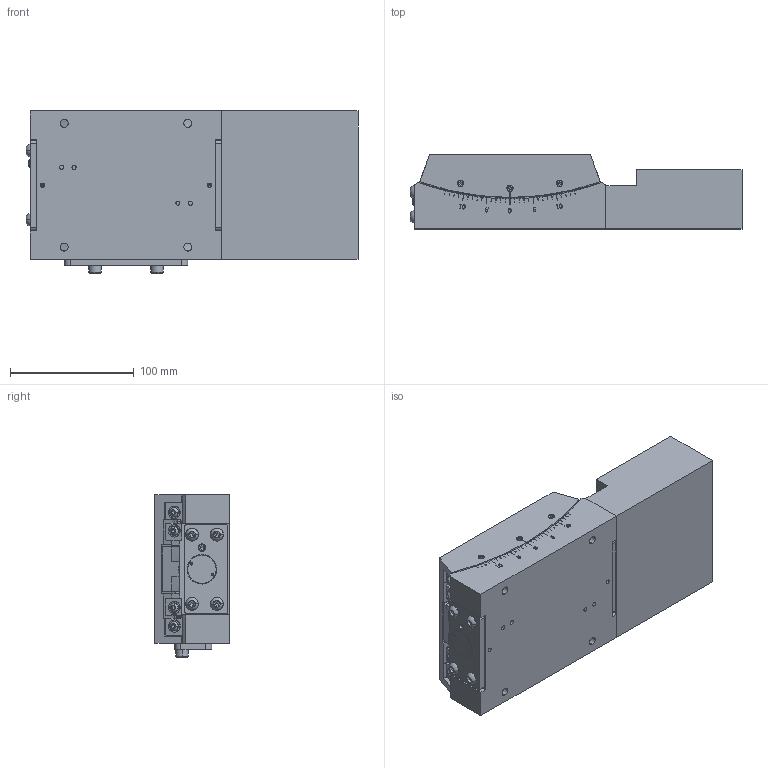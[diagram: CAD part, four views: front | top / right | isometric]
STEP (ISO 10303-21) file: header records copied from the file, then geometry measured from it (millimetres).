
FILE_DESCRIPTION (( 'STEP AP203' ), '1' );
FILE_NAME ('528675.STEP', '2024-09-21T09:11:01', ( '' ), ( '' ), 'SwSTEP 2.0', 'SolidWorks 2020', '' );
FILE_SCHEMA (( 'CONFIG_CONTROL_DESIGN' ));
Products named in the file (1): 528675
Bounding box: 268.3 x 60 x 131 mm (x, y, z)
Volume: 1607576.7 mm3; surface area: 306659 mm2
Topology: 69 solids, 69 shells, 2022 faces, 4802 edges, 2915 vertices
Faces by surface type: plane 971, cylinder 635, cone 301, bspline 45, sphere 40, torus 30
Entity records: 65680 total; most frequent: CARTESIAN_POINT 19128, DIRECTION 9927, ORIENTED_EDGE 9192, EDGE_CURVE 4596, AXIS2_PLACEMENT_3D 3618, VERTEX_POINT 2911, LINE 2691, VECTOR 2691
